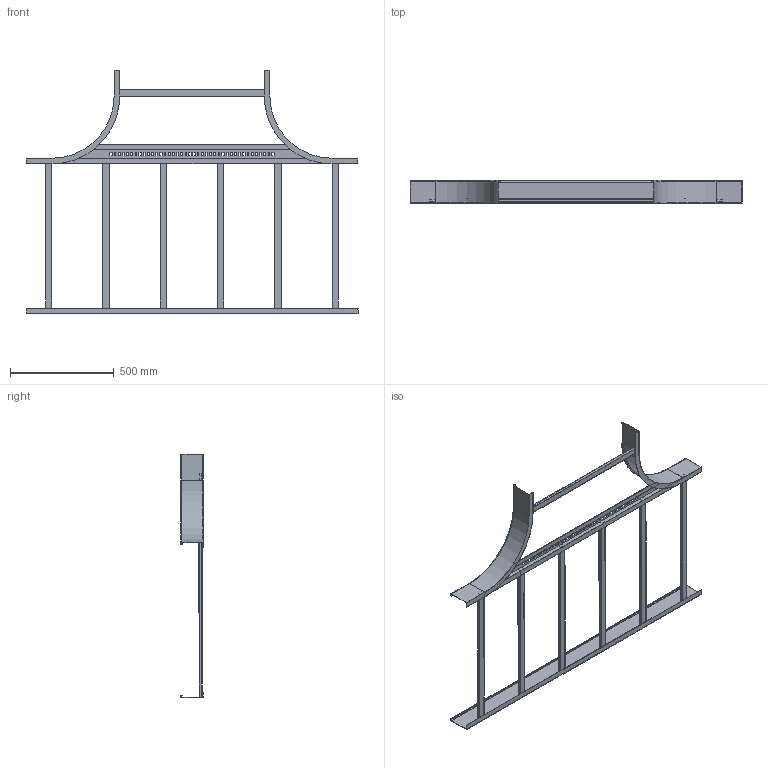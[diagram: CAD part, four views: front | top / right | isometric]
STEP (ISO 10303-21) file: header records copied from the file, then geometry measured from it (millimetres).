
FILE_DESCRIPTION (( 'STEP AP214' ), '1' );
FILE_NAME ('6225362.STP', '2017-03-24T07:59:04', ( '' ), ( '' ), 'SwSTEP 2.0', 'SolidWorks 2016', '' );
FILE_SCHEMA (( 'AUTOMOTIVE_DESIGN' ));
Length unit declared in the file: millimetre
Products named in the file (5): 087829_Gegenholm 110x1600; 082108_L743; 085502_St》zprofil f〉 R300 NB750; 087827_Innenholm 110xR300; 6225362
Assembly tree (11 placements, depth 2):
  6225362
    087827_Innenholm 110xR300  x2
    085502_St》zprofil f〉 R300 NB750
    082108_L743  x7
    087829_Gegenholm 110x1600
Bounding box: 1600 x 110 x 1175 mm (x, y, z)
Volume: 1861367.5 mm3; surface area: 1907989.2 mm2
Topology: 11 solids, 11 shells, 494 faces, 1368 edges, 896 vertices
Faces by surface type: plane 456, cylinder 26, bspline 8, torus 4
Entity records: 10144 total; most frequent: CARTESIAN_POINT 2628, ORIENTED_EDGE 1564, DIRECTION 1352, EDGE_CURVE 782, LINE 716, VECTOR 716, VERTEX_POINT 512, EDGE_LOOP 358
